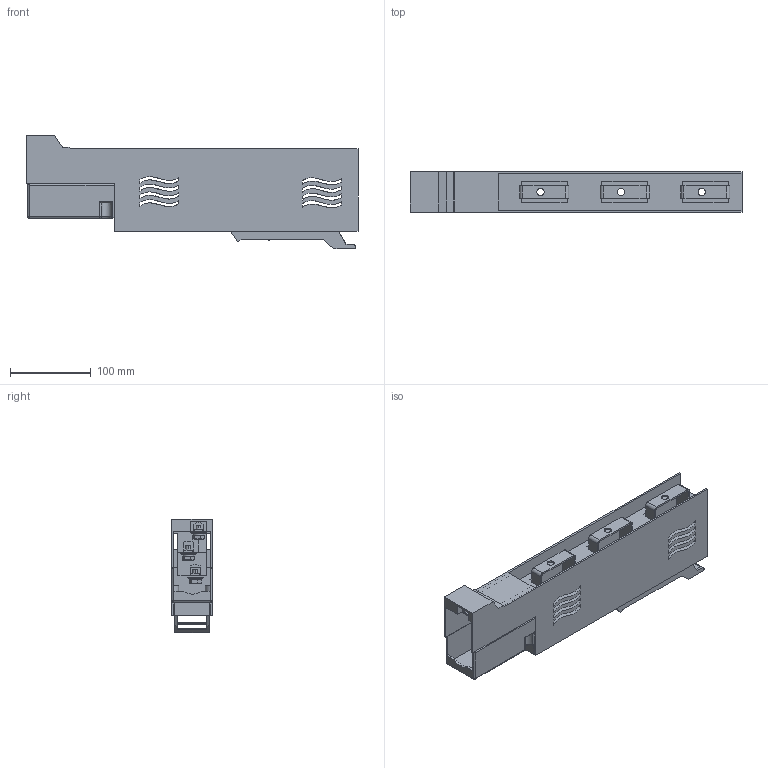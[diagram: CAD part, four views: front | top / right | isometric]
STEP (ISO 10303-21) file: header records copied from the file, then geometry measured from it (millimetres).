
FILE_DESCRIPTION (( 'STEP AP203' ), '1' );
FILE_NAME ('ÓÂÐÝ 160À îäíîâðåìåííûé çàêðûòûé.STEP', '2018-03-19T10:21:02', ( '' ), ( '' ), 'SwSTEP 2.0', 'SolidWorks 2017', '' );
FILE_SCHEMA (( 'CONFIG_CONTROL_DESIGN' ));
Length unit declared in the file: millimetre
Products named in the file (3): 暑痫篑 玎牮; Êðûøêà êîíòàêòîâ; ÓÂÐÝ 160À îäíîâðåìåííûé çàêðûòûé
Assembly tree (2 placements, depth 2):
  ÓÂÐÝ 160À îäíîâðåìåííûé çàêðûòûé
    暑痫篑 玎牮
    Êðûøêà êîíòàêòîâ
Bounding box: 412 x 50 x 141 mm (x, y, z)
Volume: 1067030.4 mm3; surface area: 301389.6 mm2
Topology: 3 solids, 3 shells, 426 faces, 1174 edges, 744 vertices
Faces by surface type: plane 308, cylinder 73, bspline 33, sphere 10, torus 2
Entity records: 14249 total; most frequent: CARTESIAN_POINT 3190, ORIENTED_EDGE 2328, DIRECTION 2052, EDGE_CURVE 1164, VECTOR 912, LINE 912, VERTEX_POINT 744, AXIS2_PLACEMENT_3D 570
